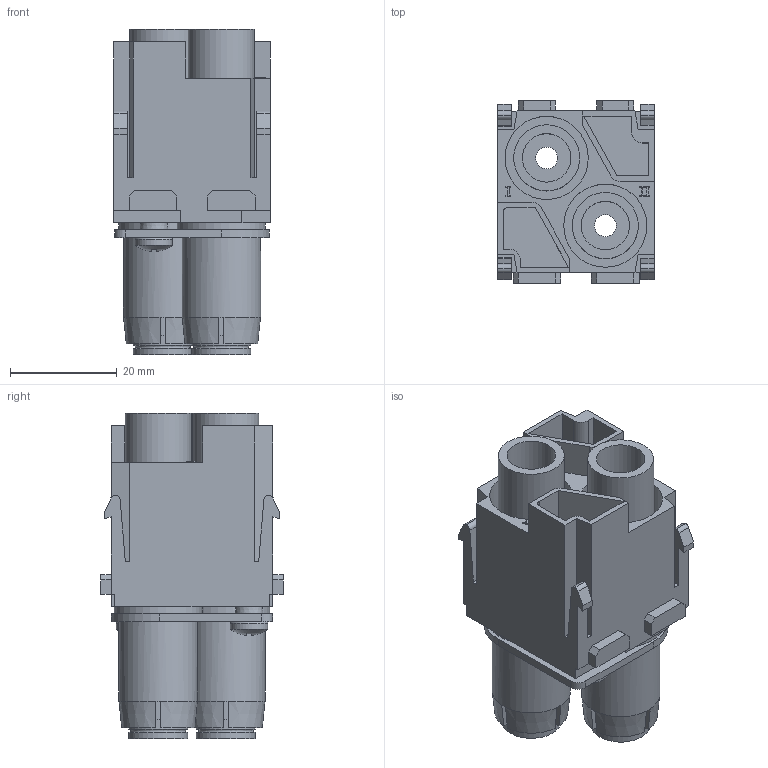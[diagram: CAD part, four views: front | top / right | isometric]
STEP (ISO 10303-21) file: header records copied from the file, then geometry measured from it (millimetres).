
FILE_DESCRIPTION(/* description */ (''),/* implementation_level */ '2;1');
FILE_NAME(/* name */ '100202895ugm000_d.stp',/* time_stamp */ '2019-05-03T08:40:21+02:00',/* author */ (''),/* organization */ (''),/* preprocessor_version */ 'ST-DEVELOPER v16.7',/* originating_system */ 'SIEMENS PLM Software NX 12.0',/* authorisation */ '');
FILE_SCHEMA (('AUTOMOTIVE_DESIGN { 1 0 10303 214 3 1 1 1 }'));
Length unit declared in the file: millimetre
Products named in the file (1): 100202895ugm000_d
Bounding box: 29.35 x 34.2 x 61.1 mm (x, y, z)
Volume: 26337.9 mm3; surface area: 16262.6 mm2
Topology: 1 solids, 1 shells, 460 faces, 1341 edges, 1005 vertices
Faces by surface type: plane 328, cylinder 61, extrusion 35, cone 22, bspline 12, sphere 2
Full cylindrical faces by diameter (mm): 0.797 x1, 0.942 x1, 4.1 x2, 4.5 x2, 6.3 x2, 7 x2, 9 x2, 9.1 x2, 11.1 x4, 12.4 x2, 14.7 x2, 15.6 x2, 16.5 x2
Entity records: 17417 total; most frequent: CARTESIAN_POINT 3703, ORIENTED_EDGE 2398, DIRECTION 2215, EDGE_CURVE 1199, VECTOR 917, LINE 882, VERTEX_POINT 817, AXIS2_PLACEMENT_3D 649
